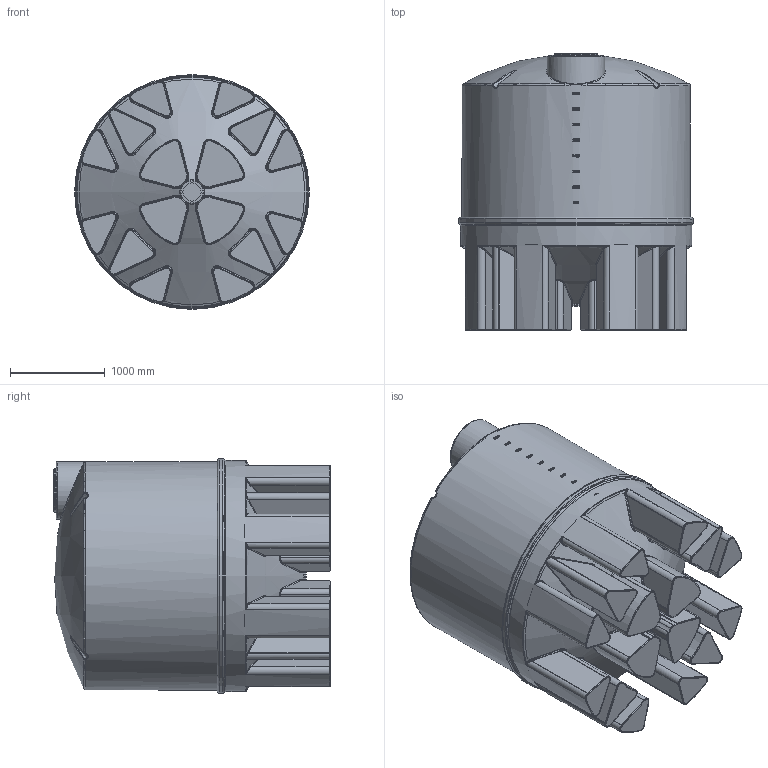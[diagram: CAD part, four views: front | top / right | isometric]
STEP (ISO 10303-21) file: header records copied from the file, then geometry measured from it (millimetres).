
FILE_DESCRIPTION(/* description */ (''),/* implementation_level */ '2;1');
FILE_NAME(/* name */ '2500 Gallon X 30 Deg Cone Bottom Tank and Stand.stp',/* time_stamp */ '2018-12-20T13:01:36-06:00',/* author */ ('oltean'),/* organization */ (''),/* preprocessor_version */ 'ST-DEVELOPER v17',/* originating_system */ 'Autodesk Inventor 2019',/* authorisation */ '');
FILE_SCHEMA (('AUTOMOTIVE_DESIGN { 1 0 10303 214 3 1 1 }'));
Products named in the file (3): 40672; 40672 / 40797; 40066
Assembly tree (2 placements, depth 2):
  40672
    40672 / 40797
    40066
Bounding box: 2479.68 x 2921 x 2479.68 mm (x, y, z)
Volume: 287924073.9 mm3; surface area: 90803882.9 mm2
Topology: 2 solids, 2 shells, 1651 faces, 4097 edges, 2466 vertices
Faces by surface type: bspline 743, cylinder 361, torus 298, plane 227, sphere 18, cone 4
Full cylindrical faces by diameter (mm): 190.5 x1, 415.925 x1, 428.625 x1, 444.5 x1, 457.2 x1, 596.9 x1, 609.6 x1, 2400.3 x1, 2413 x1, 2428.875 x1, 2441.575 x2, 2466.975 x1, 2479.675 x1
Entity records: 182100 total; most frequent: CARTESIAN_POINT 147962, ORIENTED_EDGE 8082, DIRECTION 5424, EDGE_CURVE 4041, VERTEX_POINT 2466, AXIS2_PLACEMENT_3D 2185, EDGE_LOOP 1725, B_SPLINE_CURVE_WITH_KNOTS 1715
